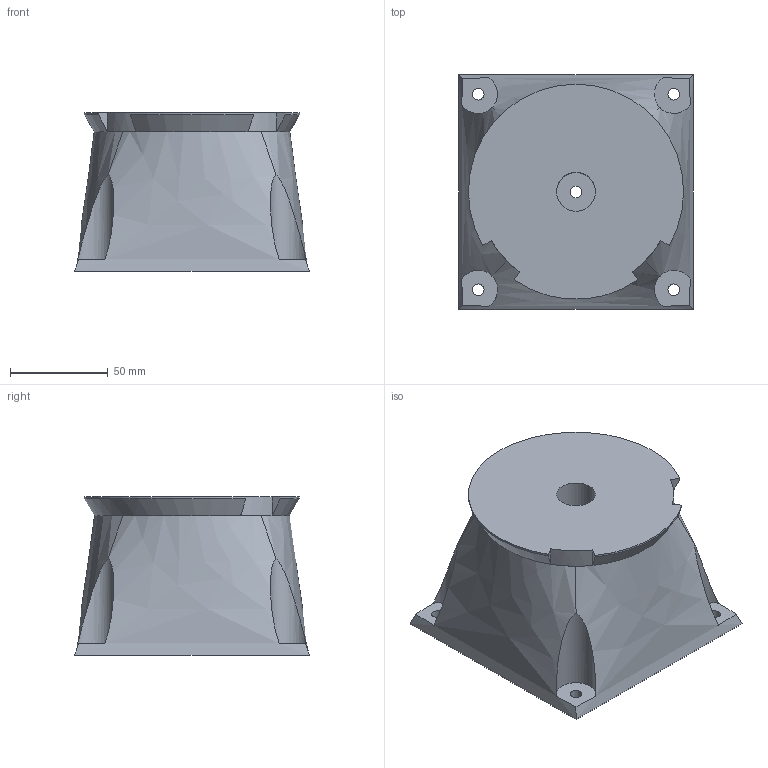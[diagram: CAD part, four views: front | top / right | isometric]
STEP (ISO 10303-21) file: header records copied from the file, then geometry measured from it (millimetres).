
FILE_DESCRIPTION(/* description */ (''),/* implementation_level */ '2;1');
FILE_NAME(/* name */ 'stage-post v3.step',/* time_stamp */ '2025-06-10T20:38:04+02:00',/* author */ (''),/* organization */ (''),/* preprocessor_version */ 'ST-DEVELOPER v20.1',/* originating_system */ 'Autodesk Translation Framework v14.10.0.0',/* authorisation */ '');
FILE_SCHEMA (('AUTOMOTIVE_DESIGN { 1 0 10303 214 3 1 1 }'));
Length unit declared in the file: millimetre
Products named in the file (1): stage-post
Bounding box: 120 x 120 x 81 mm (x, y, z)
Volume: 824136.1 mm3; surface area: 62243.1 mm2
Topology: 1 solids, 1 shells, 39 faces, 98 edges, 62 vertices
Faces by surface type: plane 19, cylinder 14, bspline 4, cone 2
Full cylindrical faces by diameter (mm): 6 x5, 20 x1
Entity records: 1344 total; most frequent: CARTESIAN_POINT 431, ORIENTED_EDGE 188, DIRECTION 166, EDGE_CURVE 94, AXIS2_PLACEMENT_3D 62, VERTEX_POINT 60, EDGE_LOOP 48, LINE 42
